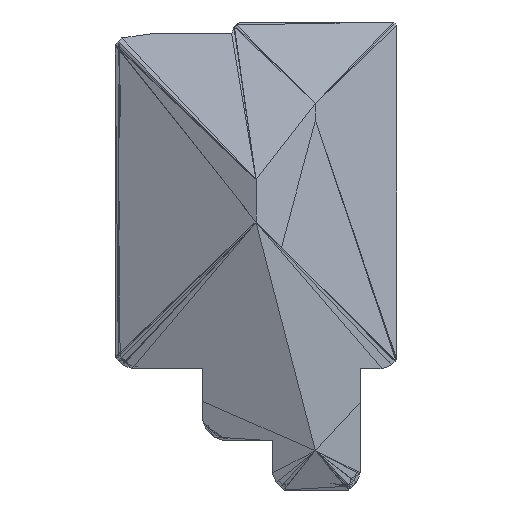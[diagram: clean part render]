
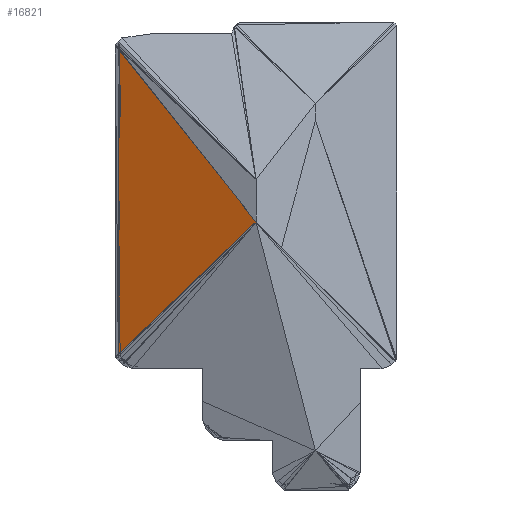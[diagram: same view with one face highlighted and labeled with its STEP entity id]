
A CAD part, top view. The second image highlights one B-rep face of the part: STEP entity #16821.
In plain terms, the highlighted planar face has unit normal (-0.448, 0, 0.894).
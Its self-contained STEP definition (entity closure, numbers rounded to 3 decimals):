
#16300 = VERTEX_POINT('',#16301);
#16301 = CARTESIAN_POINT('',(-0.004,0.121,
    0.383));
#16405 = VERTEX_POINT('',#16406);
#16406 = CARTESIAN_POINT('',(-0.512,-0.365,
    0.129));
#16412 = EDGE_CURVE('',#16405,#16300,#16413,.T.);
#16413 = LINE('',#16414,#16415);
#16414 = CARTESIAN_POINT('',(-0.512,-0.365,
    0.129));
#16415 = VECTOR('',#16416,1.);
#16416 = DIRECTION('',(0.679,0.65,0.34));
#16802 = EDGE_CURVE('',#16803,#16405,#16805,.T.);
#16803 = VERTEX_POINT('',#16804);
#16804 = CARTESIAN_POINT('',(-0.508,0.756,
    0.131));
#16805 = LINE('',#16806,#16807);
#16806 = CARTESIAN_POINT('',(-0.508,0.756,
    0.131));
#16807 = VECTOR('',#16808,1.);
#16808 = DIRECTION('',(-0.003,-1.,
    -0.002));
#16821 = ADVANCED_FACE('',(#16822),#16832,.F.);
#16822 = FACE_BOUND('',#16823,.F.);
#16823 = EDGE_LOOP('',(#16824,#16825,#16831));
#16824 = ORIENTED_EDGE('',*,*,#16802,.F.);
#16825 = ORIENTED_EDGE('',*,*,#16826,.T.);
#16826 = EDGE_CURVE('',#16803,#16300,#16827,.T.);
#16827 = LINE('',#16828,#16829);
#16828 = CARTESIAN_POINT('',(-0.508,0.756,
    0.131));
#16829 = VECTOR('',#16830,1.);
#16830 = DIRECTION('',(0.594,-0.748,0.297));
#16831 = ORIENTED_EDGE('',*,*,#16412,.F.);
#16832 = PLANE('',#16833);
#16833 = AXIS2_PLACEMENT_3D('',#16834,#16835,#16836);
#16834 = CARTESIAN_POINT('',(-0.361,0.184,
    0.204));
#16835 = DIRECTION('',(0.448,0.,
    -0.894));
#16836 = DIRECTION('',(-0.894,0.,-0.448));
